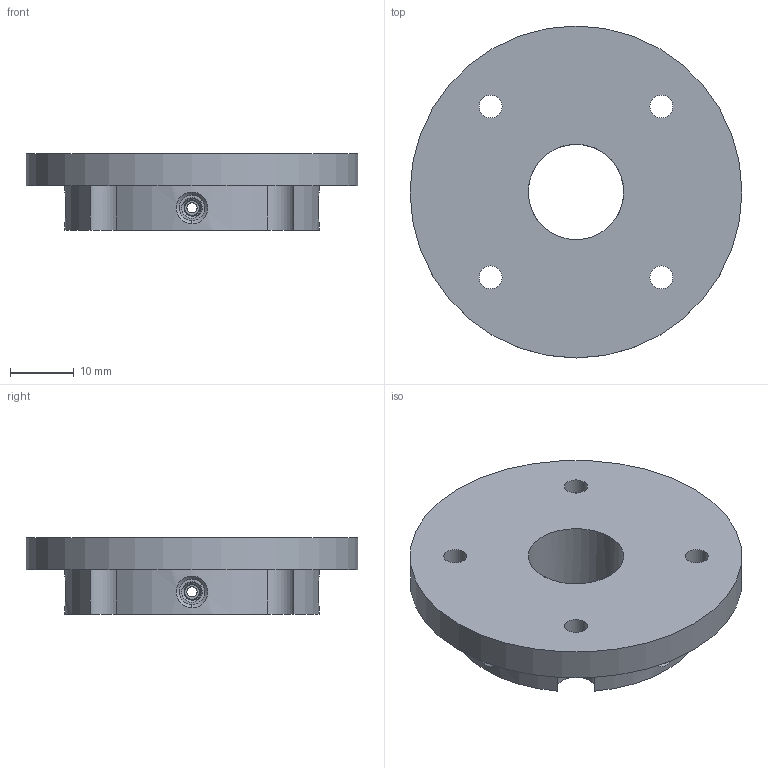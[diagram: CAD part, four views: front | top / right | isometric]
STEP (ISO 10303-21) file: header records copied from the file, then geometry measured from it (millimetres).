
FILE_DESCRIPTION(/* description */ (''),/* implementation_level */ '2;1');
FILE_NAME(/* name */ 'Gen1_Open_R.stp',/* time_stamp */ '2025-10-07T16:27:49-07:00',/* author */ (''),/* organization */ (''),/* preprocessor_version */ 'ST-DEVELOPER v20',/* originating_system */ 'SIEMENS PLM Software NX2412.6001',/* authorisation */ '');
FILE_SCHEMA (('AP203_CONFIGURATION_CONTROLLED_3D_DESIGN_OF_MECHANICAL_PARTS_AND_ASSEMBLIES_MIM_LF { 1 0 10303 403 2 1 2}'));
Products named in the file (1): Gen1_Open_R_objects
Bounding box: 52.2 x 52.2 x 12 mm (x, y, z)
Volume: 16147.5 mm3; surface area: 7792.5 mm2
Topology: 5 solids, 5 shells, 585 faces, 1567 edges, 1004 vertices
Faces by surface type: cylinder 260, bspline 208, plane 81, cone 36
Full cylindrical faces by diameter (mm): 1.6 x4, 3.6 x4, 3.99 x4, 6 x4, 15 x1, 52.2 x1
Entity records: 41565 total; most frequent: CARTESIAN_POINT 30178, ORIENTED_EDGE 3060, DIRECTION 1668, EDGE_CURVE 1530, VERTEX_POINT 986, AXIS2_PLACEMENT_3D 736, EDGE_LOOP 642, ADVANCED_FACE 585
